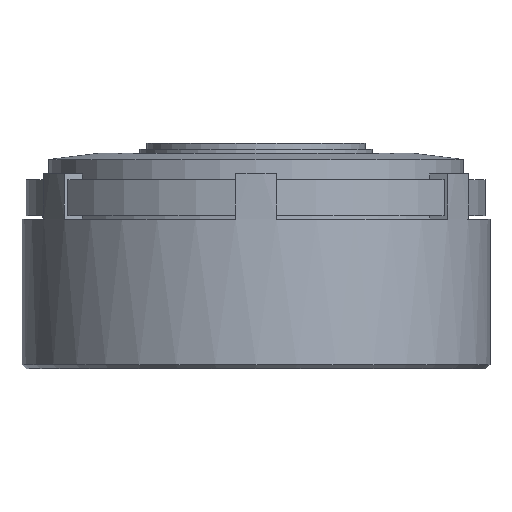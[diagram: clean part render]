
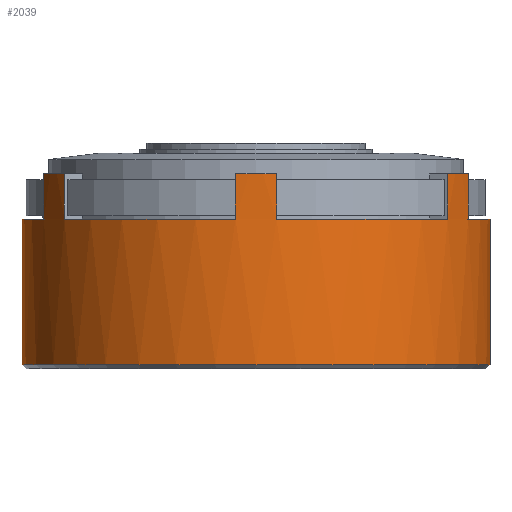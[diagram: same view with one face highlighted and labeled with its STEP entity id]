
A CAD part, front view. The second image highlights one B-rep face of the part: STEP entity #2039.
In plain terms, the highlighted cylindrical face has radius 57 mm (diameter 114 mm), a partial arc.
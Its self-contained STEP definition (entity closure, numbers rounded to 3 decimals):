
#3 = VERTEX_POINT ( 'NONE', #196 ) ;
#10 = EDGE_CURVE ( 'NONE', #50, #61, #147, .T. ) ;
#45 = VERTEX_POINT ( 'NONE', #218 ) ;
#46 = EDGE_CURVE ( 'NONE', #3, #45, #217, .T. ) ;
#50 = VERTEX_POINT ( 'NONE', #253 ) ;
#61 = VERTEX_POINT ( 'NONE', #184 ) ;
#146 = AXIS2_PLACEMENT_3D ( 'NONE', #220, #244, #243 ) ;
#147 = CIRCLE ( 'NONE', #146, 57. ) ;
#183 = CARTESIAN_POINT ( 'NONE',  ( 46.673, -32.72, 36.5 ) ) ;
#184 = CARTESIAN_POINT ( 'NONE',  ( -5., -56.78, 36.5 ) ) ;
#196 = CARTESIAN_POINT ( 'NONE',  ( 5., -56.78, 36.5 ) ) ;
#213 = DIRECTION ( 'NONE',  ( -0.5, -0.866, 0. ) ) ;
#214 = DIRECTION ( 'NONE',  ( 0., 0., 1. ) ) ;
#215 = CARTESIAN_POINT ( 'NONE',  ( 0., 0., 36.5 ) ) ;
#216 = AXIS2_PLACEMENT_3D ( 'NONE', #215, #214, #213 ) ;
#217 = CIRCLE ( 'NONE', #216, 57. ) ;
#218 = CARTESIAN_POINT ( 'NONE',  ( 46.673, -32.72, 36.5 ) ) ;
#220 = CARTESIAN_POINT ( 'NONE',  ( 0., 0., 36.5 ) ) ;
#243 = DIRECTION ( 'NONE',  ( -1., 0., 0. ) ) ;
#244 = DIRECTION ( 'NONE',  ( 0., 0., 1. ) ) ;
#253 = CARTESIAN_POINT ( 'NONE',  ( -46.673, -32.72, 36.5 ) ) ;
#265 = EDGE_CURVE ( 'NONE', #45, #266, #469, .T. ) ;
#266 = VERTEX_POINT ( 'NONE', #486 ) ;
#290 = EDGE_CURVE ( 'NONE', #3, #291, #525, .T. ) ;
#291 = VERTEX_POINT ( 'NONE', #513 ) ;
#397 = DIRECTION ( 'NONE',  ( 0., 0., 1. ) ) ;
#398 = VECTOR ( 'NONE', #397, 1000. ) ;
#469 = LINE ( 'NONE', #183, #398 ) ;
#486 = CARTESIAN_POINT ( 'NONE',  ( 46.673, -32.72, 47.5 ) ) ;
#513 = CARTESIAN_POINT ( 'NONE',  ( 5., -56.78, 47.5 ) ) ;
#516 = DIRECTION ( 'NONE',  ( 0., 0., 1. ) ) ;
#518 = VECTOR ( 'NONE', #516, 1000. ) ;
#519 = CARTESIAN_POINT ( 'NONE',  ( 5., -56.78, 36.5 ) ) ;
#525 = LINE ( 'NONE', #519, #518 ) ;
#659 = DIRECTION ( 'NONE',  ( 0., 0., -1. ) ) ;
#660 = CARTESIAN_POINT ( 'NONE',  ( 57., 0., 47.5 ) ) ;
#662 = LINE ( 'NONE', #660, #666 ) ;
#666 = VECTOR ( 'NONE', #659, 1000. ) ;
#667 = CARTESIAN_POINT ( 'NONE',  ( 57., 0., 36.5 ) ) ;
#731 = CIRCLE ( 'NONE', #757, 57. ) ;
#741 = CARTESIAN_POINT ( 'NONE',  ( 0., 0., 36.5 ) ) ;
#757 = AXIS2_PLACEMENT_3D ( 'NONE', #741, #818, #817 ) ;
#794 = CARTESIAN_POINT ( 'NONE',  ( -51.673, -24.06, 36.5 ) ) ;
#817 = DIRECTION ( 'NONE',  ( -0.5, 0.866, 0. ) ) ;
#818 = DIRECTION ( 'NONE',  ( 0., 0., 1. ) ) ;
#990 = CYLINDRICAL_SURFACE ( 'NONE', #993, 57. ) ;
#991 = DIRECTION ( 'NONE',  ( 0., 0., -1. ) ) ;
#992 = CARTESIAN_POINT ( 'NONE',  ( 0., 0., 47.5 ) ) ;
#993 = AXIS2_PLACEMENT_3D ( 'NONE', #992, #991, #998 ) ;
#998 = DIRECTION ( 'NONE',  ( -1., 0., 0. ) ) ;
#1001 = CARTESIAN_POINT ( 'NONE',  ( 0., 0., 1. ) ) ;
#1002 = CARTESIAN_POINT ( 'NONE',  ( 0., 0., 36.5 ) ) ;
#1003 = AXIS2_PLACEMENT_3D ( 'NONE', #1002, #1024, #1023 ) ;
#1006 = CIRCLE ( 'NONE', #1011, 57. ) ;
#1007 = CIRCLE ( 'NONE', #1003, 57. ) ;
#1011 = AXIS2_PLACEMENT_3D ( 'NONE', #1001, #1027, #1037 ) ;
#1023 = DIRECTION ( 'NONE',  ( 0.5, -0.866, 0. ) ) ;
#1024 = DIRECTION ( 'NONE',  ( 0., 0., 1. ) ) ;
#1026 = FACE_OUTER_BOUND ( 'NONE', #2041, .T. ) ;
#1027 = DIRECTION ( 'NONE',  ( 0., 0., 1. ) ) ;
#1037 = DIRECTION ( 'NONE',  ( 1., 0., 0. ) ) ;
#1562 = VERTEX_POINT ( 'NONE', #667 ) ;
#1564 = EDGE_CURVE ( 'NONE', #1562, #1824, #662, .T. ) ;
#1628 = VERTEX_POINT ( 'NONE', #794 ) ;
#1642 = EDGE_CURVE ( 'NONE', #1761, #1628, #731, .T. ) ;
#1761 = VERTEX_POINT ( 'NONE', #3190 ) ;
#1787 = EDGE_CURVE ( 'NONE', #1761, #1818, #3192, .T. ) ;
#1818 = VERTEX_POINT ( 'NONE', #3252 ) ;
#1824 = VERTEX_POINT ( 'NONE', #3233 ) ;
#1884 = EDGE_CURVE ( 'NONE', #1912, #1911, #3365, .T. ) ;
#1911 = VERTEX_POINT ( 'NONE', #3393 ) ;
#1912 = VERTEX_POINT ( 'NONE', #3391 ) ;
#1955 = EDGE_CURVE ( 'NONE', #266, #1911, #3447, .T. ) ;
#1963 = EDGE_CURVE ( 'NONE', #2465, #2508, #3463, .T. ) ;
#1977 = EDGE_CURVE ( 'NONE', #2547, #291, #3489, .T. ) ;
#2007 = EDGE_CURVE ( 'NONE', #1818, #1824, #1006, .T. ) ;
#2008 = ORIENTED_EDGE ( 'NONE', *, *, #2007, .T. ) ;
#2014 = ORIENTED_EDGE ( 'NONE', *, *, #46, .F. ) ;
#2015 = ORIENTED_EDGE ( 'NONE', *, *, #290, .T. ) ;
#2016 = ORIENTED_EDGE ( 'NONE', *, *, #2476, .F. ) ;
#2017 = ORIENTED_EDGE ( 'NONE', *, *, #1963, .F. ) ;
#2018 = ORIENTED_EDGE ( 'NONE', *, *, #1642, .F. ) ;
#2023 = ORIENTED_EDGE ( 'NONE', *, *, #1977, .F. ) ;
#2024 = ORIENTED_EDGE ( 'NONE', *, *, #1884, .T. ) ;
#2025 = ORIENTED_EDGE ( 'NONE', *, *, #1955, .F. ) ;
#2026 = ORIENTED_EDGE ( 'NONE', *, *, #2027, .F. ) ;
#2027 = EDGE_CURVE ( 'NONE', #1912, #1562, #1007, .T. ) ;
#2028 = ORIENTED_EDGE ( 'NONE', *, *, #1787, .T. ) ;
#2032 = ORIENTED_EDGE ( 'NONE', *, *, #1564, .F. ) ;
#2039 = ADVANCED_FACE ( 'NONE', ( #1026 ), #990, .T. ) ;
#2041 = EDGE_LOOP ( 'NONE', ( #2032, #2026, #2024, #2025, #2044, #2014, #2015, #2023, #2158, #2180, #2181, #2017, #2016, #2018, #2028, #2008 ) ) ;
#2044 = ORIENTED_EDGE ( 'NONE', *, *, #265, .F. ) ;
#2158 = ORIENTED_EDGE ( 'NONE', *, *, #2539, .F. ) ;
#2180 = ORIENTED_EDGE ( 'NONE', *, *, #10, .F. ) ;
#2181 = ORIENTED_EDGE ( 'NONE', *, *, #2530, .T. ) ;
#2465 = VERTEX_POINT ( 'NONE', #2824 ) ;
#2476 = EDGE_CURVE ( 'NONE', #1628, #2465, #2845, .T. ) ;
#2508 = VERTEX_POINT ( 'NONE', #2903 ) ;
#2530 = EDGE_CURVE ( 'NONE', #50, #2508, #2926, .T. ) ;
#2539 = EDGE_CURVE ( 'NONE', #61, #2547, #2944, .T. ) ;
#2547 = VERTEX_POINT ( 'NONE', #2956 ) ;
#2824 = CARTESIAN_POINT ( 'NONE',  ( -51.673, -24.06, 47.5 ) ) ;
#2844 = CARTESIAN_POINT ( 'NONE',  ( -51.673, -24.06, 36.5 ) ) ;
#2845 = LINE ( 'NONE', #2844, #2849 ) ;
#2849 = VECTOR ( 'NONE', #2852, 1000. ) ;
#2852 = DIRECTION ( 'NONE',  ( 0., 0., 1. ) ) ;
#2903 = CARTESIAN_POINT ( 'NONE',  ( -46.673, -32.72, 47.5 ) ) ;
#2924 = DIRECTION ( 'NONE',  ( 0., 0., 1. ) ) ;
#2926 = LINE ( 'NONE', #2963, #2962 ) ;
#2928 = DIRECTION ( 'NONE',  ( 0., 0., 1. ) ) ;
#2940 = VECTOR ( 'NONE', #2928, 1000. ) ;
#2941 = CARTESIAN_POINT ( 'NONE',  ( -5., -56.78, 36.5 ) ) ;
#2944 = LINE ( 'NONE', #2941, #2940 ) ;
#2956 = CARTESIAN_POINT ( 'NONE',  ( -5., -56.78, 47.5 ) ) ;
#2962 = VECTOR ( 'NONE', #2924, 1000. ) ;
#2963 = CARTESIAN_POINT ( 'NONE',  ( -46.673, -32.72, 36.5 ) ) ;
#3099 = CARTESIAN_POINT ( 'NONE',  ( 0., 0., 47.5 ) ) ;
#3102 = DIRECTION ( 'NONE',  ( 1., 0., 0. ) ) ;
#3103 = DIRECTION ( 'NONE',  ( 0., 0., 1. ) ) ;
#3190 = CARTESIAN_POINT ( 'NONE',  ( -57., 0., 36.5 ) ) ;
#3191 = CARTESIAN_POINT ( 'NONE',  ( -57., 0., 47.5 ) ) ;
#3192 = LINE ( 'NONE', #3191, #3198 ) ;
#3197 = DIRECTION ( 'NONE',  ( 0., 0., -1. ) ) ;
#3198 = VECTOR ( 'NONE', #3197, 1000. ) ;
#3233 = CARTESIAN_POINT ( 'NONE',  ( 57., 0., 1. ) ) ;
#3252 = CARTESIAN_POINT ( 'NONE',  ( -57., 0., 1. ) ) ;
#3341 = DIRECTION ( 'NONE',  ( 0., 0., 1. ) ) ;
#3343 = VECTOR ( 'NONE', #3341, 1000. ) ;
#3364 = CARTESIAN_POINT ( 'NONE',  ( 51.673, -24.06, 36.5 ) ) ;
#3365 = LINE ( 'NONE', #3364, #3343 ) ;
#3391 = CARTESIAN_POINT ( 'NONE',  ( 51.673, -24.06, 36.5 ) ) ;
#3393 = CARTESIAN_POINT ( 'NONE',  ( 51.673, -24.06, 47.5 ) ) ;
#3447 = CIRCLE ( 'NONE', #3456, 57. ) ;
#3456 = AXIS2_PLACEMENT_3D ( 'NONE', #3099, #3103, #3102 ) ;
#3458 = DIRECTION ( 'NONE',  ( 1., 0., 0. ) ) ;
#3460 = DIRECTION ( 'NONE',  ( 0., 0., 1. ) ) ;
#3461 = CARTESIAN_POINT ( 'NONE',  ( 0., 0., 47.5 ) ) ;
#3462 = AXIS2_PLACEMENT_3D ( 'NONE', #3461, #3460, #3458 ) ;
#3463 = CIRCLE ( 'NONE', #3462, 57. ) ;
#3482 = DIRECTION ( 'NONE',  ( 1., 0., 0. ) ) ;
#3483 = AXIS2_PLACEMENT_3D ( 'NONE', #3487, #3485, #3482 ) ;
#3485 = DIRECTION ( 'NONE',  ( 0., 0., 1. ) ) ;
#3487 = CARTESIAN_POINT ( 'NONE',  ( 0., 0., 47.5 ) ) ;
#3489 = CIRCLE ( 'NONE', #3483, 57. ) ;
